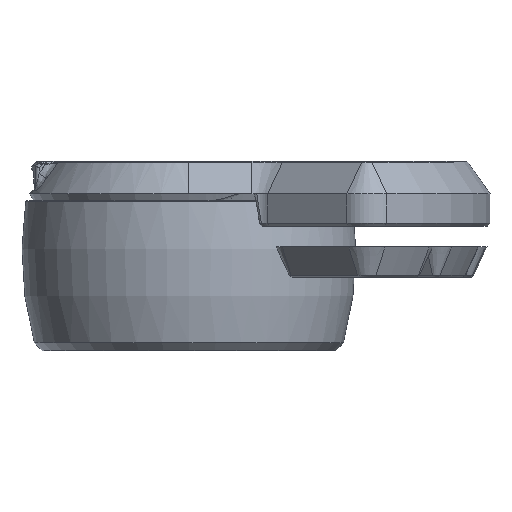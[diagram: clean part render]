
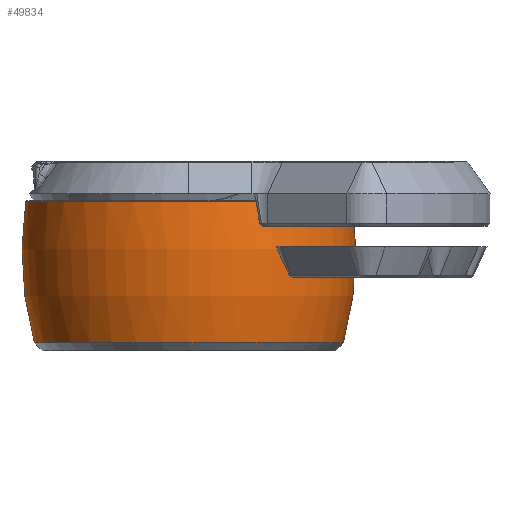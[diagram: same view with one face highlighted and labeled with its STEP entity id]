
A CAD part, front view. The second image highlights one B-rep face of the part: STEP entity #49834.
In plain terms, the highlighted toroidal (fillet/blend) face has major radius 37.519 mm and minor radius 73.585 mm.
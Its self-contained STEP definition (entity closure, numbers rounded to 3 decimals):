
#278 = DIRECTION ( 'NONE',  ( 1., 0., 0. ) ) ;
#360 = DIRECTION ( 'NONE',  ( 0., 0., -1. ) ) ;
#2042 = ORIENTED_EDGE ( 'NONE', *, *, #27505, .T. ) ;
#2949 = CIRCLE ( 'NONE', #37554, 73.585 ) ;
#3464 = DIRECTION ( 'NONE',  ( 0., 1., 0. ) ) ;
#3574 = DIRECTION ( 'NONE',  ( 0., 0., -1. ) ) ;
#4127 = CARTESIAN_POINT ( 'NONE',  ( 37.519, 0., -30.156 ) ) ;
#4195 = DIRECTION ( 'NONE',  ( -1., 0., 0. ) ) ;
#5056 = EDGE_LOOP ( 'NONE', ( #28477, #2042, #12518, #12109 ) ) ;
#5133 = CIRCLE ( 'NONE', #28501, 33.393 ) ;
#5853 = TOROIDAL_SURFACE ( 'NONE', #38027, -37.519, 73.585 ) ;
#6955 = VERTEX_POINT ( 'NONE', #26914 ) ;
#11129 = DIRECTION ( 'NONE',  ( 0., 0., -1. ) ) ;
#11869 = CARTESIAN_POINT ( 'NONE',  ( 0., 0., -19.275 ) ) ;
#12109 = ORIENTED_EDGE ( 'NONE', *, *, #18410, .T. ) ;
#12518 = ORIENTED_EDGE ( 'NONE', *, *, #24662, .T. ) ;
#16209 = CIRCLE ( 'NONE', #17718, 35.257 ) ;
#17718 = AXIS2_PLACEMENT_3D ( 'NONE', #11869, #11129, #27248 ) ;
#18410 = EDGE_CURVE ( 'NONE', #26869, #41519, #5133, .T. ) ;
#18685 = EDGE_CURVE ( 'NONE', #6955, #41519, #23669, .T. ) ;
#19162 = DIRECTION ( 'NONE',  ( 0., 0., 1. ) ) ;
#21068 = CARTESIAN_POINT ( 'NONE',  ( -35.257, 0., -19.275 ) ) ;
#22738 = CARTESIAN_POINT ( 'NONE',  ( 0., 0., -30.156 ) ) ;
#23352 = CARTESIAN_POINT ( 'NONE',  ( -37.519, 0., -30.156 ) ) ;
#23669 = CIRCLE ( 'NONE', #41394, 73.585 ) ;
#23711 = FACE_OUTER_BOUND ( 'NONE', #5056, .T. ) ;
#24662 = EDGE_CURVE ( 'NONE', #37337, #26869, #2949, .T. ) ;
#26869 = VERTEX_POINT ( 'NONE', #47271 ) ;
#26914 = CARTESIAN_POINT ( 'NONE',  ( 35.257, 0., -19.275 ) ) ;
#27248 = DIRECTION ( 'NONE',  ( -1., 0., 0. ) ) ;
#27505 = EDGE_CURVE ( 'NONE', #6955, #37337, #16209, .T. ) ;
#28477 = ORIENTED_EDGE ( 'NONE', *, *, #18685, .F. ) ;
#28501 = AXIS2_PLACEMENT_3D ( 'NONE', #41880, #19162, #278 ) ;
#29946 = DIRECTION ( 'NONE',  ( 0., -1., 0. ) ) ;
#37337 = VERTEX_POINT ( 'NONE', #21068 ) ;
#37554 = AXIS2_PLACEMENT_3D ( 'NONE', #4127, #29946, #360 ) ;
#38027 = AXIS2_PLACEMENT_3D ( 'NONE', #22738, #3574, #38839 ) ;
#38839 = DIRECTION ( 'NONE',  ( -1., 0., 0. ) ) ;
#39031 = CARTESIAN_POINT ( 'NONE',  ( 33.393, 0., -49.81 ) ) ;
#41394 = AXIS2_PLACEMENT_3D ( 'NONE', #23352, #3464, #4195 ) ;
#41519 = VERTEX_POINT ( 'NONE', #39031 ) ;
#41880 = CARTESIAN_POINT ( 'NONE',  ( 0., 0., -49.81 ) ) ;
#47271 = CARTESIAN_POINT ( 'NONE',  ( -33.393, 0., -49.81 ) ) ;
#49834 = ADVANCED_FACE ( 'NONE', ( #23711 ), #5853, .T. ) ;
